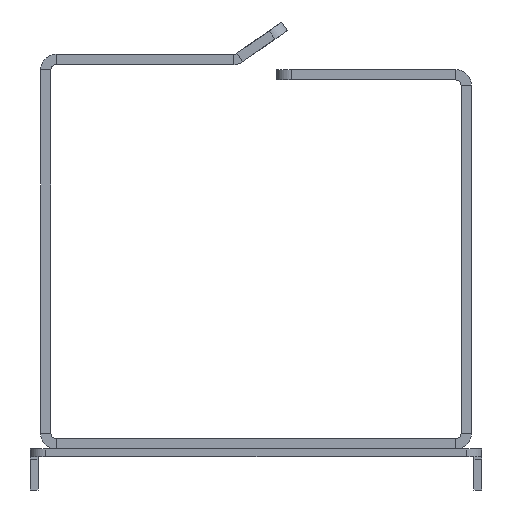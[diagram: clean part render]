
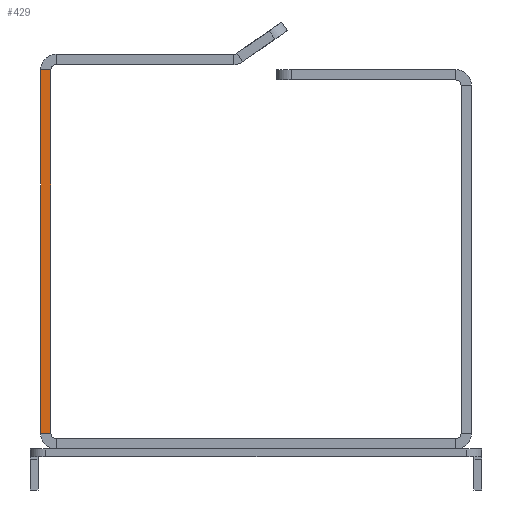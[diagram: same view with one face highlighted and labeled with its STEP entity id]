
A CAD part, left-side view. The second image highlights one B-rep face of the part: STEP entity #429.
In plain terms, the highlighted face is planar.
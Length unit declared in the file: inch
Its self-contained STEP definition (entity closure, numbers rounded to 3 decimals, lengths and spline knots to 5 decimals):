
#116 = LINE ( 'NONE', #1776, #1241 ) ;
#137 = DIRECTION ( 'NONE',  ( 0., -1., 0. ) ) ;
#141 = VERTEX_POINT ( 'NONE', #1423 ) ;
#161 = VECTOR ( 'NONE', #2041, 39.37008 ) ;
#317 = ORIENTED_EDGE ( 'NONE', *, *, #2970, .F. ) ;
#342 = LINE ( 'NONE', #2440, #1584 ) ;
#424 = PLANE ( 'NONE',  #2467 ) ;
#429 = ADVANCED_FACE ( 'NONE', ( #3558 ), #424, .F. ) ;
#438 = LINE ( 'NONE', #2196, #3515 ) ;
#633 = CARTESIAN_POINT ( 'NONE',  ( -1.61417, 1.60348, 0.29528 ) ) ;
#1049 = EDGE_CURVE ( 'NONE', #2203, #2608, #438, .T. ) ;
#1171 = VERTEX_POINT ( 'NONE', #1438 ) ;
#1203 = EDGE_CURVE ( 'NONE', #2203, #141, #2873, .T. ) ;
#1241 = VECTOR ( 'NONE', #1276, 39.37008 ) ;
#1276 = DIRECTION ( 'NONE',  ( 0., 1., 0. ) ) ;
#1291 = DIRECTION ( 'NONE',  ( 0., 1., 0. ) ) ;
#1392 = ORIENTED_EDGE ( 'NONE', *, *, #1203, .F. ) ;
#1423 = CARTESIAN_POINT ( 'NONE',  ( -1.65354, 0.20584, 0.29528 ) ) ;
#1432 = EDGE_CURVE ( 'NONE', #2608, #1171, #342, .T. ) ;
#1438 = CARTESIAN_POINT ( 'NONE',  ( -1.65354, 3.00111, 0.29528 ) ) ;
#1455 = EDGE_LOOP ( 'NONE', ( #1392, #2977, #2315, #317 ) ) ;
#1584 = VECTOR ( 'NONE', #2726, 39.37008 ) ;
#1619 = CARTESIAN_POINT ( 'NONE',  ( -1.5748, 0.20584, 0.29528 ) ) ;
#1776 = CARTESIAN_POINT ( 'NONE',  ( -1.65354, 0.20584, 0.29528 ) ) ;
#2041 = DIRECTION ( 'NONE',  ( -1., 0., 0. ) ) ;
#2196 = CARTESIAN_POINT ( 'NONE',  ( -1.5748, 0.20584, 0.29528 ) ) ;
#2203 = VERTEX_POINT ( 'NONE', #1619 ) ;
#2315 = ORIENTED_EDGE ( 'NONE', *, *, #1432, .T. ) ;
#2440 = CARTESIAN_POINT ( 'NONE',  ( -1.5748, 3.00111, 0.29528 ) ) ;
#2467 = AXIS2_PLACEMENT_3D ( 'NONE', #633, #3308, #137 ) ;
#2608 = VERTEX_POINT ( 'NONE', #3093 ) ;
#2726 = DIRECTION ( 'NONE',  ( -1., 0., 0. ) ) ;
#2873 = LINE ( 'NONE', #3763, #161 ) ;
#2970 = EDGE_CURVE ( 'NONE', #141, #1171, #116, .T. ) ;
#2977 = ORIENTED_EDGE ( 'NONE', *, *, #1049, .T. ) ;
#3093 = CARTESIAN_POINT ( 'NONE',  ( -1.5748, 3.00111, 0.29528 ) ) ;
#3308 = DIRECTION ( 'NONE',  ( 0., 0., -1. ) ) ;
#3515 = VECTOR ( 'NONE', #1291, 39.37008 ) ;
#3558 = FACE_OUTER_BOUND ( 'NONE', #1455, .T. ) ;
#3763 = CARTESIAN_POINT ( 'NONE',  ( -1.5748, 0.20584, 0.29528 ) ) ;
